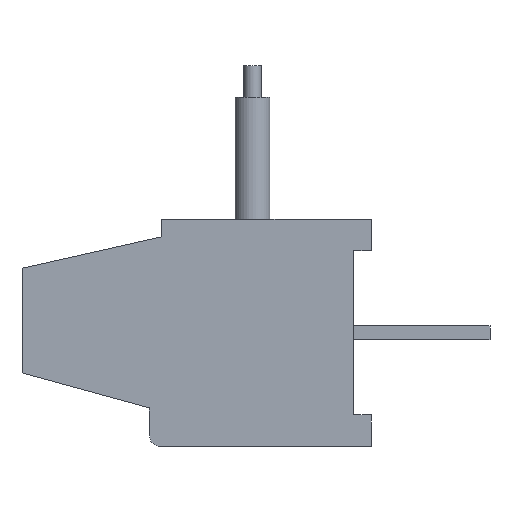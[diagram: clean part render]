
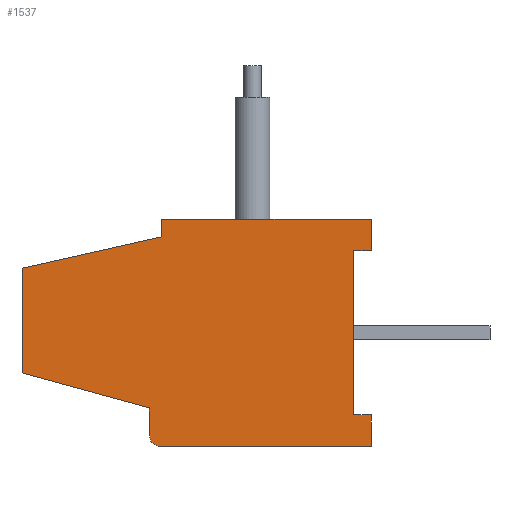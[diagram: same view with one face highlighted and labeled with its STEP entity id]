
A CAD part, left-side view. The second image highlights one B-rep face of the part: STEP entity #1537.
In plain terms, the highlighted planar face has unit normal (-1, 0, 0).
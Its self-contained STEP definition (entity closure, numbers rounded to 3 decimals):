
#84=FACE_OUTER_BOUND('',#173,.T.);
#173=EDGE_LOOP('',(#1140,#1141,#1142,#1143,#1144,#1145,#1146,#1147,#1148,
#1149,#1150,#1151,#1152));
#254=CIRCLE('',#1635,0.3);
#296=LINE('',#2205,#481);
#325=LINE('',#2264,#510);
#353=LINE('',#2324,#538);
#354=LINE('',#2329,#539);
#355=LINE('',#2331,#540);
#356=LINE('',#2333,#541);
#357=LINE('',#2335,#542);
#358=LINE('',#2337,#543);
#359=LINE('',#2339,#544);
#360=LINE('',#2341,#545);
#361=LINE('',#2343,#546);
#362=LINE('',#2344,#547);
#481=VECTOR('',#1765,3.785);
#510=VECTOR('',#1810,6.05);
#538=VECTOR('',#1868,0.8);
#539=VECTOR('',#1875,0.9);
#540=VECTOR('',#1876,0.5);
#541=VECTOR('',#1877,4.7);
#542=VECTOR('',#1878,0.5);
#543=VECTOR('',#1879,0.9);
#544=VECTOR('',#1880,6.);
#545=VECTOR('',#1881,0.5);
#546=VECTOR('',#1882,4.1);
#547=VECTOR('',#1883,3.);
#667=VERTEX_POINT('',#2202);
#668=VERTEX_POINT('',#2204);
#689=VERTEX_POINT('',#2261);
#690=VERTEX_POINT('',#2263);
#696=VERTEX_POINT('',#2277);
#708=VERTEX_POINT('',#2328);
#709=VERTEX_POINT('',#2330);
#710=VERTEX_POINT('',#2332);
#711=VERTEX_POINT('',#2334);
#712=VERTEX_POINT('',#2336);
#713=VERTEX_POINT('',#2338);
#714=VERTEX_POINT('',#2340);
#715=VERTEX_POINT('',#2342);
#809=EDGE_CURVE('',#668,#667,#296,.T.);
#840=EDGE_CURVE('',#690,#689,#325,.T.);
#847=EDGE_CURVE('',#696,#690,#254,.T.);
#871=EDGE_CURVE('',#667,#696,#353,.T.);
#872=EDGE_CURVE('',#689,#708,#354,.T.);
#873=EDGE_CURVE('',#708,#709,#355,.T.);
#874=EDGE_CURVE('',#709,#710,#356,.T.);
#875=EDGE_CURVE('',#710,#711,#357,.T.);
#876=EDGE_CURVE('',#711,#712,#358,.T.);
#877=EDGE_CURVE('',#712,#713,#359,.T.);
#878=EDGE_CURVE('',#713,#714,#360,.T.);
#879=EDGE_CURVE('',#714,#715,#361,.T.);
#880=EDGE_CURVE('',#715,#668,#362,.T.);
#1140=ORIENTED_EDGE('',*,*,#809,.T.);
#1141=ORIENTED_EDGE('',*,*,#871,.T.);
#1142=ORIENTED_EDGE('',*,*,#847,.T.);
#1143=ORIENTED_EDGE('',*,*,#840,.T.);
#1144=ORIENTED_EDGE('',*,*,#872,.T.);
#1145=ORIENTED_EDGE('',*,*,#873,.T.);
#1146=ORIENTED_EDGE('',*,*,#874,.T.);
#1147=ORIENTED_EDGE('',*,*,#875,.T.);
#1148=ORIENTED_EDGE('',*,*,#876,.T.);
#1149=ORIENTED_EDGE('',*,*,#877,.T.);
#1150=ORIENTED_EDGE('',*,*,#878,.T.);
#1151=ORIENTED_EDGE('',*,*,#879,.T.);
#1152=ORIENTED_EDGE('',*,*,#880,.T.);
#1456=PLANE('',#1650);
#1537=ADVANCED_FACE('',(#84),#1456,.T.);
#1635=AXIS2_PLACEMENT_3D('',#2278,#1820,#1821);
#1650=AXIS2_PLACEMENT_3D('',#2327,#1873,#1874);
#1765=DIRECTION('',(0.,-0.964,-0.264));
#1810=DIRECTION('',(0.,-1.,0.));
#1820=DIRECTION('center_axis',(-1.,0.,0.));
#1821=DIRECTION('ref_axis',(0.,1.,0.));
#1868=DIRECTION('',(0.,0.,-1.));
#1873=DIRECTION('center_axis',(-1.,0.,0.));
#1874=DIRECTION('ref_axis',(0.,-1.,0.));
#1875=DIRECTION('',(0.,0.,1.));
#1876=DIRECTION('',(0.,1.,0.));
#1877=DIRECTION('',(0.,0.,1.));
#1878=DIRECTION('',(0.,-1.,0.));
#1879=DIRECTION('',(0.,0.,1.));
#1880=DIRECTION('',(0.,1.,0.));
#1881=DIRECTION('',(0.,0.,-1.));
#1882=DIRECTION('',(0.,0.976,-0.22));
#1883=DIRECTION('',(0.,0.,-1.));
#2202=CARTESIAN_POINT('',(-2.77,3.35,-5.4));
#2204=CARTESIAN_POINT('',(-2.77,7.,-4.4));
#2205=CARTESIAN_POINT('',(-2.77,7.,-4.4));
#2261=CARTESIAN_POINT('',(-2.77,-3.,-6.5));
#2263=CARTESIAN_POINT('',(-2.77,3.05,-6.5));
#2264=CARTESIAN_POINT('',(-2.77,3.05,-6.5));
#2277=CARTESIAN_POINT('',(-2.77,3.35,-6.2));
#2278=CARTESIAN_POINT('Origin',(-2.77,3.05,-6.2));
#2324=CARTESIAN_POINT('',(-2.77,3.35,-5.4));
#2327=CARTESIAN_POINT('Origin',(-2.77,0.,0.));
#2328=CARTESIAN_POINT('',(-2.77,-3.,-5.6));
#2329=CARTESIAN_POINT('',(-2.77,-3.,-6.5));
#2330=CARTESIAN_POINT('',(-2.77,-2.5,-5.6));
#2331=CARTESIAN_POINT('',(-2.77,-3.,-5.6));
#2332=CARTESIAN_POINT('',(-2.77,-2.5,-0.9));
#2333=CARTESIAN_POINT('',(-2.77,-2.5,-5.6));
#2334=CARTESIAN_POINT('',(-2.77,-3.,-0.9));
#2335=CARTESIAN_POINT('',(-2.77,-2.5,-0.9));
#2336=CARTESIAN_POINT('',(-2.77,-3.,0.));
#2337=CARTESIAN_POINT('',(-2.77,-3.,-0.9));
#2338=CARTESIAN_POINT('',(-2.77,3.,0.));
#2339=CARTESIAN_POINT('',(-2.77,-3.,0.));
#2340=CARTESIAN_POINT('',(-2.77,3.,-0.5));
#2341=CARTESIAN_POINT('',(-2.77,3.,0.));
#2342=CARTESIAN_POINT('',(-2.77,7.,-1.4));
#2343=CARTESIAN_POINT('',(-2.77,3.,-0.5));
#2344=CARTESIAN_POINT('',(-2.77,7.,-1.4));
